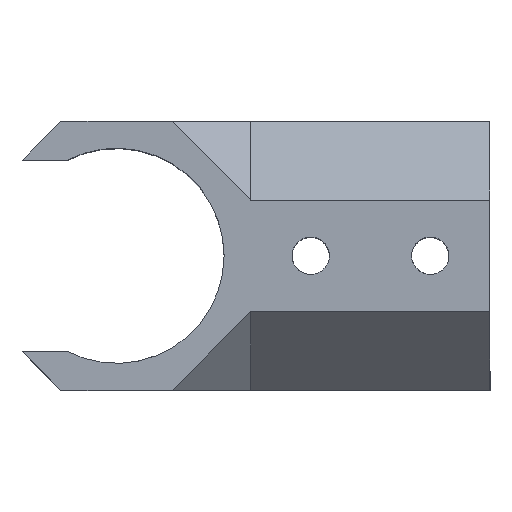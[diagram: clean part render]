
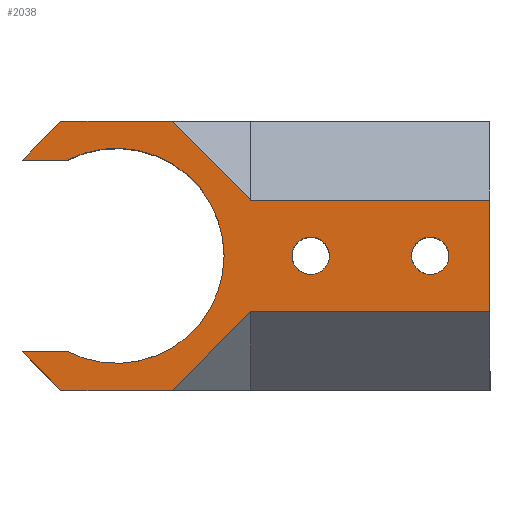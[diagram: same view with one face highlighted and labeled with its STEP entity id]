
A CAD part, top view. The second image highlights one B-rep face of the part: STEP entity #2038.
In plain terms, the highlighted planar face has unit normal (0, 0, 1).
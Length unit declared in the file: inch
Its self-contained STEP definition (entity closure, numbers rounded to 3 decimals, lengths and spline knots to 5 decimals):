
#18 = EDGE_LOOP ( 'NONE', ( #1367, #1268 ) ) ;
#35 = DIRECTION ( 'NONE',  ( 0.707, 0.707, 0. ) ) ;
#50 = CARTESIAN_POINT ( 'NONE',  ( 0.5625, 0.233, 1.125 ) ) ;
#54 = CARTESIAN_POINT ( 'NONE',  ( 1.3125, 0., 1.125 ) ) ;
#58 = CARTESIAN_POINT ( 'NONE',  ( 1.5625, -0.233, 1.125 ) ) ;
#66 = DIRECTION ( 'NONE',  ( 0., -1., 0. ) ) ;
#67 = VERTEX_POINT ( 'NONE', #727 ) ;
#69 = AXIS2_PLACEMENT_3D ( 'NONE', #54, #1670, #1869 ) ;
#72 = DIRECTION ( 'NONE',  ( 1., 0., 0. ) ) ;
#85 = CARTESIAN_POINT ( 'NONE',  ( 0.2342, 0.5625, 1.125 ) ) ;
#96 = CARTESIAN_POINT ( 'NONE',  ( 0., 0., 1.125 ) ) ;
#120 = VERTEX_POINT ( 'NONE', #2201 ) ;
#128 = ORIENTED_EDGE ( 'NONE', *, *, #1830, .T. ) ;
#162 = VECTOR ( 'NONE', #1242, 39.37008 ) ;
#174 = VERTEX_POINT ( 'NONE', #1430 ) ;
#203 = AXIS2_PLACEMENT_3D ( 'NONE', #1322, #2135, #307 ) ;
#221 = LINE ( 'NONE', #2247, #919 ) ;
#239 = DIRECTION ( 'NONE',  ( -0.707, 0.707, 0. ) ) ;
#306 = DIRECTION ( 'NONE',  ( 1., 0., 0. ) ) ;
#307 = DIRECTION ( 'NONE',  ( 0., -1., 0. ) ) ;
#309 = EDGE_CURVE ( 'NONE', #1676, #545, #2271, .T. ) ;
#317 = PLANE ( 'NONE',  #1096 ) ;
#344 = DIRECTION ( 'NONE',  ( 0., -1., 0. ) ) ;
#358 = EDGE_CURVE ( 'NONE', #1443, #1918, #690, .T. ) ;
#368 = VECTOR ( 'NONE', #2000, 39.37008 ) ;
#373 = EDGE_CURVE ( 'NONE', #633, #2132, #1310, .T. ) ;
#388 = CARTESIAN_POINT ( 'NONE',  ( -0.5625, 0.5625, 1.125 ) ) ;
#413 = VECTOR ( 'NONE', #874, 39.37008 ) ;
#426 = VERTEX_POINT ( 'NONE', #85 ) ;
#439 = ORIENTED_EDGE ( 'NONE', *, *, #373, .T. ) ;
#441 = VERTEX_POINT ( 'NONE', #1056 ) ;
#457 = LINE ( 'NONE', #1684, #744 ) ;
#460 = VECTOR ( 'NONE', #72, 39.37008 ) ;
#473 = CARTESIAN_POINT ( 'NONE',  ( -0.5625, -0.5625, 1.125 ) ) ;
#482 = ORIENTED_EDGE ( 'NONE', *, *, #2620, .T. ) ;
#502 = ORIENTED_EDGE ( 'NONE', *, *, #902, .F. ) ;
#523 = DIRECTION ( 'NONE',  ( 0.707, 0.707, 0. ) ) ;
#545 = VERTEX_POINT ( 'NONE', #2145 ) ;
#555 = VERTEX_POINT ( 'NONE', #2369 ) ;
#562 = ORIENTED_EDGE ( 'NONE', *, *, #1305, .F. ) ;
#563 = EDGE_CURVE ( 'NONE', #67, #1663, #752, .T. ) ;
#588 = CARTESIAN_POINT ( 'NONE',  ( 0.5625, 0., 1.125 ) ) ;
#615 = VERTEX_POINT ( 'NONE', #1733 ) ;
#631 = EDGE_CURVE ( 'NONE', #1337, #2547, #2329, .T. ) ;
#633 = VERTEX_POINT ( 'NONE', #2541 ) ;
#653 = ORIENTED_EDGE ( 'NONE', *, *, #2199, .F. ) ;
#658 = VECTOR ( 'NONE', #66, 39.37008 ) ;
#674 = LINE ( 'NONE', #2462, #1772 ) ;
#690 = LINE ( 'NONE', #2296, #460 ) ;
#717 = CARTESIAN_POINT ( 'NONE',  ( 0.39835, -0.39835, 1.125 ) ) ;
#727 = CARTESIAN_POINT ( 'NONE',  ( 0.5625, 0.2342, 1.125 ) ) ;
#731 = LINE ( 'NONE', #588, #1055 ) ;
#742 = EDGE_CURVE ( 'NONE', #1663, #2494, #2621, .T. ) ;
#744 = VECTOR ( 'NONE', #239, 39.37008 ) ;
#747 = CARTESIAN_POINT ( 'NONE',  ( 0.8125, 0., 1.125 ) ) ;
#748 = AXIS2_PLACEMENT_3D ( 'NONE', #852, #1677, #796 ) ;
#752 = LINE ( 'NONE', #1970, #831 ) ;
#772 = ORIENTED_EDGE ( 'NONE', *, *, #1354, .F. ) ;
#789 = CIRCLE ( 'NONE', #748, 0.07812 ) ;
#796 = DIRECTION ( 'NONE',  ( 0., -1., 0. ) ) ;
#818 = EDGE_CURVE ( 'NONE', #67, #426, #674, .T. ) ;
#820 = VECTOR ( 'NONE', #2626, 39.37008 ) ;
#831 = VECTOR ( 'NONE', #344, 39.37008 ) ;
#852 = CARTESIAN_POINT ( 'NONE',  ( 0.8125, 0., 1.125 ) ) ;
#874 = DIRECTION ( 'NONE',  ( 1., 0., 0. ) ) ;
#902 = EDGE_CURVE ( 'NONE', #633, #615, #457, .T. ) ;
#908 = DIRECTION ( 'NONE',  ( 0., 0., 1. ) ) ;
#918 = ORIENTED_EDGE ( 'NONE', *, *, #1847, .T. ) ;
#919 = VECTOR ( 'NONE', #35, 39.37008 ) ;
#924 = DIRECTION ( 'NONE',  ( 1., 0., 0. ) ) ;
#942 = ORIENTED_EDGE ( 'NONE', *, *, #742, .F. ) ;
#964 = VECTOR ( 'NONE', #523, 39.37008 ) ;
#978 = CARTESIAN_POINT ( 'NONE',  ( 0.8125, 0.07813, 1.125 ) ) ;
#993 = DIRECTION ( 'NONE',  ( 1., 0., 0. ) ) ;
#1043 = CARTESIAN_POINT ( 'NONE',  ( 1.3125, 0.07813, 1.125 ) ) ;
#1055 = VECTOR ( 'NONE', #1964, 39.37008 ) ;
#1056 = CARTESIAN_POINT ( 'NONE',  ( -0.233, 0.5625, 1.125 ) ) ;
#1096 = AXIS2_PLACEMENT_3D ( 'NONE', #1164, #908, #306 ) ;
#1131 = LINE ( 'NONE', #388, #162 ) ;
#1133 = CARTESIAN_POINT ( 'NONE',  ( 1.3125, -0.07812, 1.125 ) ) ;
#1149 = DIRECTION ( 'NONE',  ( 0., -1., 0. ) ) ;
#1155 = EDGE_LOOP ( 'NONE', ( #2361, #1855, #918, #772, #2515, #2250, #482, #502, #439, #128, #562, #1779, #1492, #942 ) ) ;
#1164 = CARTESIAN_POINT ( 'NONE',  ( 0., 0., 1.125 ) ) ;
#1182 = AXIS2_PLACEMENT_3D ( 'NONE', #96, #1721, #924 ) ;
#1185 = CARTESIAN_POINT ( 'NONE',  ( -0.5625, 0.4, 1.125 ) ) ;
#1242 = DIRECTION ( 'NONE',  ( -1., 0., 0. ) ) ;
#1266 = CARTESIAN_POINT ( 'NONE',  ( 0.2342, -0.5625, 1.125 ) ) ;
#1268 = ORIENTED_EDGE ( 'NONE', *, *, #2298, .F. ) ;
#1305 = EDGE_CURVE ( 'NONE', #1443, #555, #731, .T. ) ;
#1310 = LINE ( 'NONE', #473, #413 ) ;
#1322 = CARTESIAN_POINT ( 'NONE',  ( 1.3125, 0., 1.125 ) ) ;
#1330 = FACE_OUTER_BOUND ( 'NONE', #1155, .T. ) ;
#1337 = VERTEX_POINT ( 'NONE', #1043 ) ;
#1354 = EDGE_CURVE ( 'NONE', #1676, #441, #221, .T. ) ;
#1367 = ORIENTED_EDGE ( 'NONE', *, *, #1382, .F. ) ;
#1382 = EDGE_CURVE ( 'NONE', #120, #2403, #789, .T. ) ;
#1417 = CARTESIAN_POINT ( 'NONE',  ( -0.5625, -0.4, 1.125 ) ) ;
#1430 = CARTESIAN_POINT ( 'NONE',  ( -0.20616, -0.4, 1.125 ) ) ;
#1443 = VERTEX_POINT ( 'NONE', #1479 ) ;
#1479 = CARTESIAN_POINT ( 'NONE',  ( 0.5625, -0.233, 1.125 ) ) ;
#1492 = ORIENTED_EDGE ( 'NONE', *, *, #2184, .F. ) ;
#1563 = LINE ( 'NONE', #1417, #820 ) ;
#1663 = VERTEX_POINT ( 'NONE', #50 ) ;
#1670 = DIRECTION ( 'NONE',  ( 0., 0., 1. ) ) ;
#1676 = VERTEX_POINT ( 'NONE', #2596 ) ;
#1677 = DIRECTION ( 'NONE',  ( 0., 0., 1. ) ) ;
#1679 = CARTESIAN_POINT ( 'NONE',  ( 1.5625, 0.233, 1.125 ) ) ;
#1684 = CARTESIAN_POINT ( 'NONE',  ( -0.233, -0.5625, 1.125 ) ) ;
#1688 = AXIS2_PLACEMENT_3D ( 'NONE', #747, #2168, #1149 ) ;
#1721 = DIRECTION ( 'NONE',  ( 0., 0., -1. ) ) ;
#1733 = CARTESIAN_POINT ( 'NONE',  ( -0.3955, -0.4, 1.125 ) ) ;
#1772 = VECTOR ( 'NONE', #2319, 39.37008 ) ;
#1779 = ORIENTED_EDGE ( 'NONE', *, *, #358, .T. ) ;
#1830 = EDGE_CURVE ( 'NONE', #2132, #555, #2544, .T. ) ;
#1842 = CARTESIAN_POINT ( 'NONE',  ( -2.26593, 0.233, 1.125 ) ) ;
#1847 = EDGE_CURVE ( 'NONE', #426, #441, #1131, .T. ) ;
#1855 = ORIENTED_EDGE ( 'NONE', *, *, #818, .T. ) ;
#1869 = DIRECTION ( 'NONE',  ( 0., -1., 0. ) ) ;
#1881 = CARTESIAN_POINT ( 'NONE',  ( 1.5625, 0.5625, 1.125 ) ) ;
#1898 = CIRCLE ( 'NONE', #1688, 0.07812 ) ;
#1918 = VERTEX_POINT ( 'NONE', #58 ) ;
#1964 = DIRECTION ( 'NONE',  ( 0., -1., 0. ) ) ;
#1970 = CARTESIAN_POINT ( 'NONE',  ( 0.5625, 0., 1.125 ) ) ;
#2000 = DIRECTION ( 'NONE',  ( 1., 0., 0. ) ) ;
#2038 = ADVANCED_FACE ( 'NONE', ( #2134, #2171, #1330 ), #317, .T. ) ;
#2070 = EDGE_CURVE ( 'NONE', #545, #174, #2457, .T. ) ;
#2080 = VECTOR ( 'NONE', #993, 39.37008 ) ;
#2132 = VERTEX_POINT ( 'NONE', #1266 ) ;
#2134 = FACE_BOUND ( 'NONE', #18, .T. ) ;
#2135 = DIRECTION ( 'NONE',  ( 0., 0., 1. ) ) ;
#2145 = CARTESIAN_POINT ( 'NONE',  ( -0.20616, 0.4, 1.125 ) ) ;
#2168 = DIRECTION ( 'NONE',  ( 0., 0., 1. ) ) ;
#2169 = EDGE_LOOP ( 'NONE', ( #653, #2265 ) ) ;
#2171 = FACE_BOUND ( 'NONE', #2169, .T. ) ;
#2184 = EDGE_CURVE ( 'NONE', #2494, #1918, #2306, .T. ) ;
#2199 = EDGE_CURVE ( 'NONE', #2547, #1337, #2282, .T. ) ;
#2201 = CARTESIAN_POINT ( 'NONE',  ( 0.8125, -0.07812, 1.125 ) ) ;
#2247 = CARTESIAN_POINT ( 'NONE',  ( -0.5625, 0.233, 1.125 ) ) ;
#2250 = ORIENTED_EDGE ( 'NONE', *, *, #2070, .T. ) ;
#2265 = ORIENTED_EDGE ( 'NONE', *, *, #631, .F. ) ;
#2271 = LINE ( 'NONE', #1185, #368 ) ;
#2282 = CIRCLE ( 'NONE', #69, 0.07812 ) ;
#2296 = CARTESIAN_POINT ( 'NONE',  ( -2.26593, -0.233, 1.125 ) ) ;
#2298 = EDGE_CURVE ( 'NONE', #2403, #120, #1898, .T. ) ;
#2306 = LINE ( 'NONE', #1881, #658 ) ;
#2319 = DIRECTION ( 'NONE',  ( -0.707, 0.707, 0. ) ) ;
#2329 = CIRCLE ( 'NONE', #203, 0.07812 ) ;
#2361 = ORIENTED_EDGE ( 'NONE', *, *, #563, .F. ) ;
#2369 = CARTESIAN_POINT ( 'NONE',  ( 0.5625, -0.2342, 1.125 ) ) ;
#2403 = VERTEX_POINT ( 'NONE', #978 ) ;
#2457 = CIRCLE ( 'NONE', #1182, 0.45 ) ;
#2462 = CARTESIAN_POINT ( 'NONE',  ( 0.39835, 0.39835, 1.125 ) ) ;
#2494 = VERTEX_POINT ( 'NONE', #1679 ) ;
#2515 = ORIENTED_EDGE ( 'NONE', *, *, #309, .T. ) ;
#2541 = CARTESIAN_POINT ( 'NONE',  ( -0.233, -0.5625, 1.125 ) ) ;
#2544 = LINE ( 'NONE', #717, #964 ) ;
#2547 = VERTEX_POINT ( 'NONE', #1133 ) ;
#2596 = CARTESIAN_POINT ( 'NONE',  ( -0.3955, 0.4, 1.125 ) ) ;
#2620 = EDGE_CURVE ( 'NONE', #174, #615, #1563, .T. ) ;
#2621 = LINE ( 'NONE', #1842, #2080 ) ;
#2626 = DIRECTION ( 'NONE',  ( -1., 0., 0. ) ) ;
